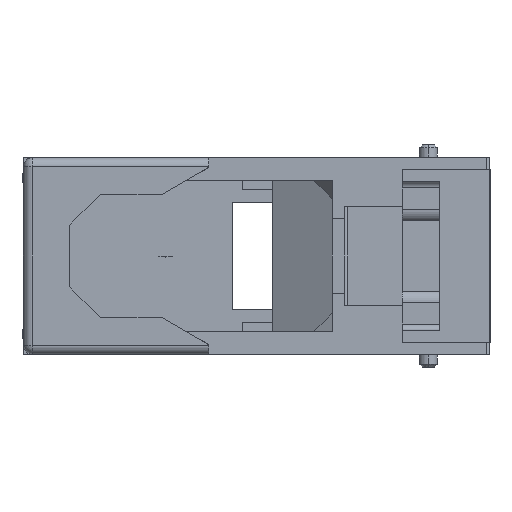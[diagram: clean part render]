
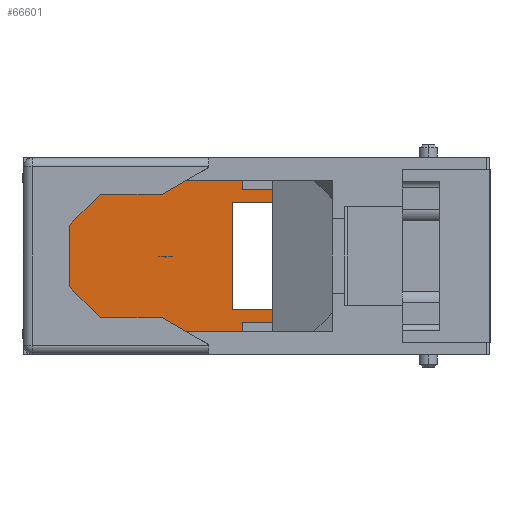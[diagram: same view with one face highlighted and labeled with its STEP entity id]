
A CAD part, left-side view. The second image highlights one B-rep face of the part: STEP entity #66601.
In plain terms, the highlighted face is planar.
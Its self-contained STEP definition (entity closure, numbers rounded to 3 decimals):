
#6291=DIRECTION('',(0.,0.,1.));
#6292=VECTOR('',#6291,5.8);
#6293=CARTESIAN_POINT('',(328.,32.1,-7.3));
#6294=LINE('',#6293,#6292);
#13559=DIRECTION('',(0.,-1.,0.));
#13560=VECTOR('',#13559,40.4);
#13561=CARTESIAN_POINT('',(328.,72.5,-29.5));
#13562=LINE('',#13561,#13560);
#13630=DIRECTION('',(0.,0.,-1.));
#13631=VECTOR('',#13630,27.);
#13632=CARTESIAN_POINT('',(328.,72.5,-2.5));
#13633=LINE('',#13632,#13631);
#18106=DIRECTION('',(0.,1.,0.));
#18107=VECTOR('',#18106,31.5);
#18108=CARTESIAN_POINT('',(328.,41.,-2.5));
#18109=LINE('',#18108,#18107);
#18423=DIRECTION('',(0.,0.,-1.));
#18424=VECTOR('',#18423,4.8);
#18425=CARTESIAN_POINT('',(328.,32.1,-24.7));
#18426=LINE('',#18425,#18424);
#18430=DIRECTION('',(0.,-1.,0.));
#18431=VECTOR('',#18430,6.5);
#18432=CARTESIAN_POINT('',(328.,38.6,-24.7));
#18433=LINE('',#18432,#18431);
#18437=DIRECTION('',(0.,1.,0.));
#18438=VECTOR('',#18437,6.5);
#18439=CARTESIAN_POINT('',(328.,32.1,-7.3));
#18440=LINE('',#18439,#18438);
#18451=DIRECTION('',(0.,0.,-1.));
#18452=VECTOR('',#18451,1.);
#18453=CARTESIAN_POINT('',(328.,41.,-1.5));
#18454=LINE('',#18453,#18452);
#18567=DIRECTION('',(0.,1.,0.));
#18568=VECTOR('',#18567,8.9);
#18569=CARTESIAN_POINT('',(328.,32.1,-1.5));
#18570=LINE('',#18569,#18568);
#21411=DIRECTION('',(0.,0.,1.));
#21412=VECTOR('',#21411,17.4);
#21413=CARTESIAN_POINT('',(328.,38.6,-24.7));
#21414=LINE('',#21413,#21412);
#48935=CARTESIAN_POINT('',(328.,72.5,-29.5));
#48936=VERTEX_POINT('',#48935);
#48937=CARTESIAN_POINT('',(328.,72.5,-2.5));
#48938=VERTEX_POINT('',#48937);
#49207=CARTESIAN_POINT('',(328.,41.,-1.5));
#49208=VERTEX_POINT('',#49207);
#49209=CARTESIAN_POINT('',(328.,32.1,-1.5));
#49210=VERTEX_POINT('',#49209);
#49357=CARTESIAN_POINT('',(328.,41.,-2.5));
#49358=VERTEX_POINT('',#49357);
#49575=CARTESIAN_POINT('',(328.,32.1,-29.5));
#49576=VERTEX_POINT('',#49575);
#49577=CARTESIAN_POINT('',(328.,32.1,-24.7));
#49578=VERTEX_POINT('',#49577);
#49579=CARTESIAN_POINT('',(328.,38.6,-24.7));
#49580=VERTEX_POINT('',#49579);
#49581=CARTESIAN_POINT('',(328.,38.6,-7.3));
#49582=VERTEX_POINT('',#49581);
#49583=CARTESIAN_POINT('',(328.,32.1,-7.3));
#49584=VERTEX_POINT('',#49583);
#66579=CARTESIAN_POINT('',(328.,32.1,-16.));
#66580=DIRECTION('',(-1.,0.,0.));
#66581=DIRECTION('',(0.,-1.,0.));
#66582=AXIS2_PLACEMENT_3D('',#66579,#66580,#66581);
#66583=PLANE('',#66582);
#66585=ORIENTED_EDGE('',*,*,#66584,.T.);
#66586=ORIENTED_EDGE('',*,*,#66484,.T.);
#66587=ORIENTED_EDGE('',*,*,#63689,.T.);
#66588=ORIENTED_EDGE('',*,*,#63646,.T.);
#66589=ORIENTED_EDGE('',*,*,#58963,.F.);
#66591=ORIENTED_EDGE('',*,*,#66590,.F.);
#66593=ORIENTED_EDGE('',*,*,#66592,.T.);
#66595=ORIENTED_EDGE('',*,*,#66594,.F.);
#66596=ORIENTED_EDGE('',*,*,#58971,.T.);
#66598=ORIENTED_EDGE('',*,*,#66597,.T.);
#66599=EDGE_LOOP('',(#66585,#66586,#66587,#66588,#66589,#66591,#66593,#66595,
#66596,#66598));
#66600=FACE_OUTER_BOUND('',#66599,.F.);
#58963=EDGE_CURVE('',#49578,#49576,#18426,.T.);
#58971=EDGE_CURVE('',#49584,#49210,#6294,.T.);
#63646=EDGE_CURVE('',#48936,#49576,#13562,.T.);
#63689=EDGE_CURVE('',#48938,#48936,#13633,.T.);
#66484=EDGE_CURVE('',#49358,#48938,#18109,.T.);
#66584=EDGE_CURVE('',#49208,#49358,#18454,.T.);
#66590=EDGE_CURVE('',#49580,#49578,#18433,.T.);
#66592=EDGE_CURVE('',#49580,#49582,#21414,.T.);
#66594=EDGE_CURVE('',#49584,#49582,#18440,.T.);
#66597=EDGE_CURVE('',#49210,#49208,#18570,.T.);
#66601=ADVANCED_FACE('',(#66600),#66583,.F.);
